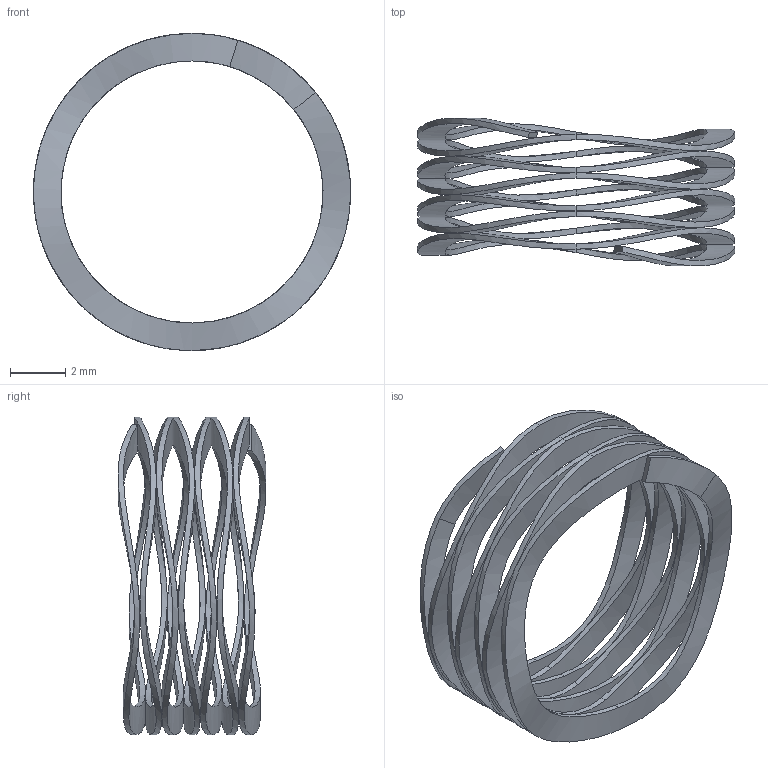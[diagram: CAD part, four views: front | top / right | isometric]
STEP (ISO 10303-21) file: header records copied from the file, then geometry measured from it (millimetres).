
FILE_DESCRIPTION (( 'STEP AP203' ), '1' );
FILE_NAME ('WP11.5P026N7.STEP', '2022-09-07T01:51:34', ( '' ), ( '' ), 'SwSTEP 2.0', 'SolidWorks 2020', '' );
FILE_SCHEMA (( 'CONFIG_CONTROL_DESIGN' ));
Length unit declared in the file: millimetre
Products named in the file (1): WP11.5P026N7
Bounding box: 11.5 x 5.36 x 11.5 mm (x, y, z)
Volume: 46.7 mm3; surface area: 550 mm2
Topology: 1 solids, 1 shells, 36 faces, 102 edges, 68 vertices
Faces by surface type: cylinder 28, bspline 6, plane 2
Entity records: 9187 total; most frequent: CARTESIAN_POINT 8329, ORIENTED_EDGE 204, EDGE_CURVE 102, DIRECTION 96, VERTEX_POINT 68, B_SPLINE_CURVE_WITH_KNOTS 64, EDGE_LOOP 36, ADVANCED_FACE 36
